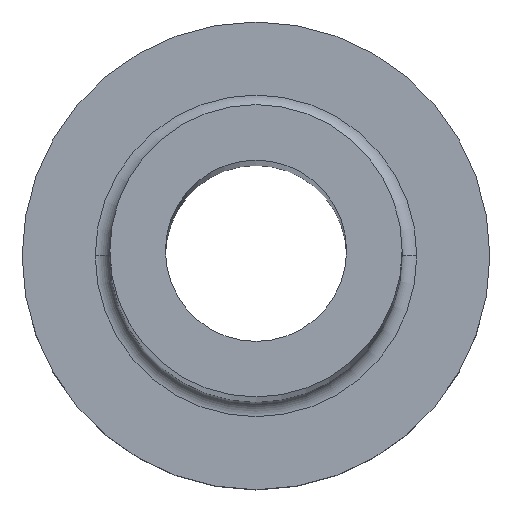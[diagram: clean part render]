
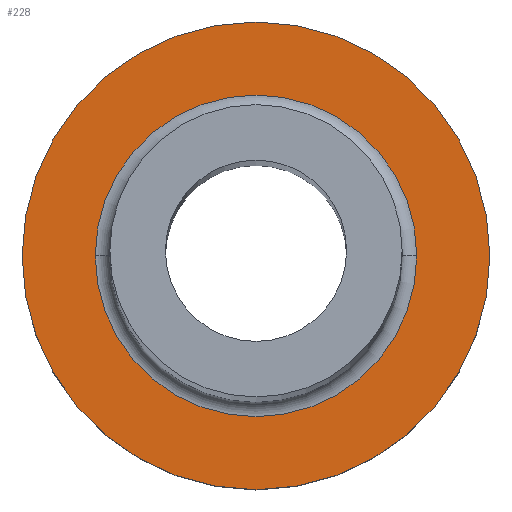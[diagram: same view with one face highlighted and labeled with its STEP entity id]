
A CAD part, top view. The second image highlights one B-rep face of the part: STEP entity #228.
In plain terms, the highlighted planar face has unit normal (0, 0, 1).
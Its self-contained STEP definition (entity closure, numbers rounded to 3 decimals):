
#4 = DIRECTION ( 'NONE',  ( 0., 0., -1. ) ) ;
#5 = AXIS2_PLACEMENT_3D ( 'NONE', #325, #54, #167 ) ;
#11 = ORIENTED_EDGE ( 'NONE', *, *, #103, .T. ) ;
#21 = EDGE_LOOP ( 'NONE', ( #324, #277 ) ) ;
#33 = PLANE ( 'NONE',  #5 ) ;
#41 = VERTEX_POINT ( 'NONE', #356 ) ;
#45 = CARTESIAN_POINT ( 'NONE',  ( 0., 0., 5. ) ) ;
#52 = DIRECTION ( 'NONE',  ( 1., 0., 0. ) ) ;
#54 = DIRECTION ( 'NONE',  ( 0., 0., 1. ) ) ;
#55 = ORIENTED_EDGE ( 'NONE', *, *, #272, .T. ) ;
#64 = DIRECTION ( 'NONE',  ( 0., 0., -1. ) ) ;
#68 = AXIS2_PLACEMENT_3D ( 'NONE', #268, #4, #52 ) ;
#69 = DIRECTION ( 'NONE',  ( 1., 0., 0. ) ) ;
#89 = VERTEX_POINT ( 'NONE', #323 ) ;
#96 = CARTESIAN_POINT ( 'NONE',  ( 5.5, 0., 5. ) ) ;
#103 = EDGE_CURVE ( 'NONE', #41, #308, #197, .T. ) ;
#105 = CIRCLE ( 'NONE', #247, 5.5 ) ;
#112 = CARTESIAN_POINT ( 'NONE',  ( 0., 0., 5. ) ) ;
#127 = CIRCLE ( 'NONE', #221, 8. ) ;
#137 = FACE_BOUND ( 'NONE', #168, .T. ) ;
#141 = CIRCLE ( 'NONE', #310, 8. ) ;
#143 = EDGE_CURVE ( 'NONE', #89, #341, #127, .T. ) ;
#167 = DIRECTION ( 'NONE',  ( 1., 0., 0. ) ) ;
#168 = EDGE_LOOP ( 'NONE', ( #55, #11 ) ) ;
#197 = CIRCLE ( 'NONE', #68, 5.5 ) ;
#221 = AXIS2_PLACEMENT_3D ( 'NONE', #112, #230, #380 ) ;
#228 = ADVANCED_FACE ( 'NONE', ( #137, #321 ), #33, .T. ) ;
#230 = DIRECTION ( 'NONE',  ( 0., 0., 1. ) ) ;
#247 = AXIS2_PLACEMENT_3D ( 'NONE', #278, #64, #367 ) ;
#268 = CARTESIAN_POINT ( 'NONE',  ( 0., 0., 5. ) ) ;
#269 = DIRECTION ( 'NONE',  ( 0., 0., 1. ) ) ;
#272 = EDGE_CURVE ( 'NONE', #308, #41, #105, .T. ) ;
#277 = ORIENTED_EDGE ( 'NONE', *, *, #377, .T. ) ;
#278 = CARTESIAN_POINT ( 'NONE',  ( 0., 0., 5. ) ) ;
#308 = VERTEX_POINT ( 'NONE', #96 ) ;
#310 = AXIS2_PLACEMENT_3D ( 'NONE', #45, #269, #69 ) ;
#321 = FACE_OUTER_BOUND ( 'NONE', #21, .T. ) ;
#323 = CARTESIAN_POINT ( 'NONE',  ( -8., 0., 5. ) ) ;
#324 = ORIENTED_EDGE ( 'NONE', *, *, #143, .T. ) ;
#325 = CARTESIAN_POINT ( 'NONE',  ( 0., 0., 5. ) ) ;
#341 = VERTEX_POINT ( 'NONE', #365 ) ;
#356 = CARTESIAN_POINT ( 'NONE',  ( -5.5, 0., 5. ) ) ;
#365 = CARTESIAN_POINT ( 'NONE',  ( 8., 0., 5. ) ) ;
#367 = DIRECTION ( 'NONE',  ( 1., 0., 0. ) ) ;
#377 = EDGE_CURVE ( 'NONE', #341, #89, #141, .T. ) ;
#380 = DIRECTION ( 'NONE',  ( 1., 0., 0. ) ) ;
